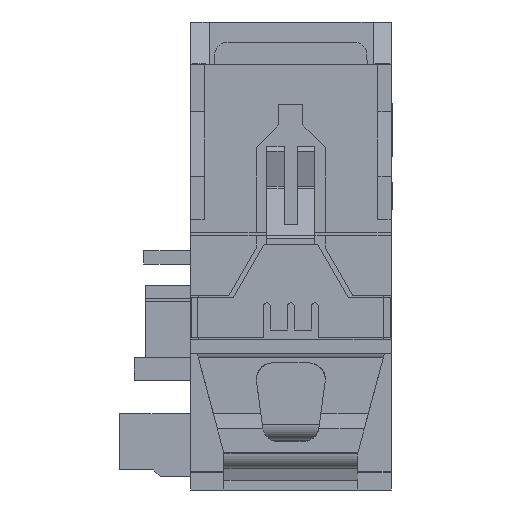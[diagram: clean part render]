
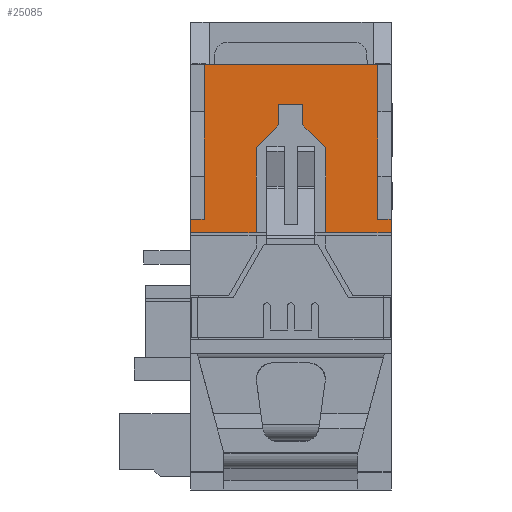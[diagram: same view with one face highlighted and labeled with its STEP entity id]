
A CAD part, front view. The second image highlights one B-rep face of the part: STEP entity #25085.
In plain terms, the highlighted planar face has unit normal (0, -1, 0).
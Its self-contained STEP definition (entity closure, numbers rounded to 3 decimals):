
#22054=PLANE('',#87032);
#25085=ADVANCED_FACE('',(#28636),#22054,.T.);
#28636=FACE_OUTER_BOUND('',#32089,.T.);
#32089=EDGE_LOOP('',(#55421,#55422,#55423,#55424,#55425,#55426,#55427,#55428,
#55429,#55430,#55431,#55432,#55433,#55434,#55435,#55436));
#36356=LINE('',#118856,#43932);
#36992=LINE('',#120286,#44568);
#37268=LINE('',#122095,#44844);
#37269=LINE('',#122097,#44845);
#37270=LINE('',#122100,#44846);
#37271=LINE('',#122102,#44847);
#37272=LINE('',#122104,#44848);
#37273=LINE('',#122106,#44849);
#37274=LINE('',#122108,#44850);
#37275=LINE('',#122110,#44851);
#37276=LINE('',#122112,#44852);
#37277=LINE('',#122113,#44853);
#37278=LINE('',#122115,#44854);
#37279=LINE('',#122116,#44855);
#37280=LINE('',#122118,#44856);
#37281=LINE('',#122120,#44857);
#43932=VECTOR('',#93141,1.);
#44568=VECTOR('',#93961,1.);
#44844=VECTOR('',#94321,1.);
#44845=VECTOR('',#94324,1.);
#44846=VECTOR('',#94325,1.);
#44847=VECTOR('',#94326,1.);
#44848=VECTOR('',#94327,1.);
#44849=VECTOR('',#94328,1.);
#44850=VECTOR('',#94329,1.);
#44851=VECTOR('',#94330,1.);
#44852=VECTOR('',#94331,1.);
#44853=VECTOR('',#94332,1.);
#44854=VECTOR('',#94333,1.);
#44855=VECTOR('',#94334,1.);
#44856=VECTOR('',#94335,1.);
#44857=VECTOR('',#94336,1.);
#55421=ORIENTED_EDGE('',*,*,#76153,.F.);
#55422=ORIENTED_EDGE('',*,*,#76154,.F.);
#55423=ORIENTED_EDGE('',*,*,#76155,.F.);
#55424=ORIENTED_EDGE('',*,*,#76156,.F.);
#55425=ORIENTED_EDGE('',*,*,#76157,.F.);
#55426=ORIENTED_EDGE('',*,*,#76158,.F.);
#55427=ORIENTED_EDGE('',*,*,#76159,.F.);
#55428=ORIENTED_EDGE('',*,*,#76160,.T.);
#55429=ORIENTED_EDGE('',*,*,#75142,.F.);
#55430=ORIENTED_EDGE('',*,*,#76161,.F.);
#55431=ORIENTED_EDGE('',*,*,#76162,.T.);
#55432=ORIENTED_EDGE('',*,*,#75806,.F.);
#55433=ORIENTED_EDGE('',*,*,#76152,.F.);
#55434=ORIENTED_EDGE('',*,*,#76163,.T.);
#55435=ORIENTED_EDGE('',*,*,#76164,.T.);
#55436=ORIENTED_EDGE('',*,*,#76165,.T.);
#68567=VERTEX_POINT('',#118855);
#68568=VERTEX_POINT('',#118857);
#69187=VERTEX_POINT('',#120285);
#69188=VERTEX_POINT('',#120287);
#69530=VERTEX_POINT('',#122094);
#69531=VERTEX_POINT('',#122098);
#69532=VERTEX_POINT('',#122099);
#69533=VERTEX_POINT('',#122101);
#69534=VERTEX_POINT('',#122103);
#69535=VERTEX_POINT('',#122105);
#69536=VERTEX_POINT('',#122107);
#69537=VERTEX_POINT('',#122109);
#69538=VERTEX_POINT('',#122111);
#69539=VERTEX_POINT('',#122114);
#69540=VERTEX_POINT('',#122117);
#69541=VERTEX_POINT('',#122119);
#75142=EDGE_CURVE('',#68567,#68568,#36356,.T.);
#75806=EDGE_CURVE('',#69187,#69188,#36992,.T.);
#76152=EDGE_CURVE('',#69530,#69187,#37268,.T.);
#76153=EDGE_CURVE('',#69531,#69532,#37269,.T.);
#76154=EDGE_CURVE('',#69533,#69531,#37270,.T.);
#76155=EDGE_CURVE('',#69534,#69533,#37271,.T.);
#76156=EDGE_CURVE('',#69535,#69534,#37272,.T.);
#76157=EDGE_CURVE('',#69536,#69535,#37273,.T.);
#76158=EDGE_CURVE('',#69537,#69536,#37274,.T.);
#76159=EDGE_CURVE('',#69538,#69537,#37275,.T.);
#76160=EDGE_CURVE('',#69538,#68568,#37276,.T.);
#76161=EDGE_CURVE('',#69539,#68567,#37277,.T.);
#76162=EDGE_CURVE('',#69539,#69188,#37278,.T.);
#76163=EDGE_CURVE('',#69530,#69540,#37279,.T.);
#76164=EDGE_CURVE('',#69540,#69541,#37280,.T.);
#76165=EDGE_CURVE('',#69541,#69532,#37281,.T.);
#87032=AXIS2_PLACEMENT_3D('',#122121,#94337,#94338);
#93141=DIRECTION('',(0.,0.,-1.));
#93961=DIRECTION('',(1.,0.,0.));
#94321=DIRECTION('',(0.,0.,1.));
#94324=DIRECTION('',(0.,0.,-1.));
#94325=DIRECTION('',(-0.707,0.,-0.707));
#94326=DIRECTION('',(0.,0.,-1.));
#94327=DIRECTION('',(-1.,0.,0.));
#94328=DIRECTION('',(0.,0.,1.));
#94329=DIRECTION('',(-0.707,0.,0.707));
#94330=DIRECTION('',(0.,0.,1.));
#94331=DIRECTION('',(1.,0.,0.));
#94332=DIRECTION('',(1.,0.,0.));
#94333=DIRECTION('',(0.,0.,1.));
#94334=DIRECTION('',(-1.,0.,0.));
#94335=DIRECTION('',(0.,0.,-1.));
#94336=DIRECTION('',(1.,0.,0.));
#94337=DIRECTION('',(0.,-1.,0.));
#94338=DIRECTION('',(1.,0.,0.));
#118855=CARTESIAN_POINT('',(-6.9,-98.,13.25));
#118856=CARTESIAN_POINT('',(-6.9,-98.,24.8));
#118857=CARTESIAN_POINT('',(-6.9,-98.,12.25));
#120285=CARTESIAN_POINT('',(-20.883,-98.,24.8));
#120286=CARTESIAN_POINT('',(-21.9,-98.,24.8));
#120287=CARTESIAN_POINT('',(-7.917,-98.,24.8));
#122094=CARTESIAN_POINT('',(-20.883,-98.,13.25));
#122095=CARTESIAN_POINT('',(-20.883,-98.,13.25));
#122097=CARTESIAN_POINT('',(-17.,-98.,18.6));
#122098=CARTESIAN_POINT('',(-17.,-98.,18.6));
#122099=CARTESIAN_POINT('',(-17.,-98.,12.25));
#122100=CARTESIAN_POINT('',(-15.3,-98.,20.3));
#122101=CARTESIAN_POINT('',(-15.3,-98.,20.3));
#122102=CARTESIAN_POINT('',(-15.3,-98.,21.8));
#122103=CARTESIAN_POINT('',(-15.3,-98.,21.8));
#122104=CARTESIAN_POINT('',(-13.5,-98.,21.8));
#122105=CARTESIAN_POINT('',(-13.5,-98.,21.8));
#122106=CARTESIAN_POINT('',(-13.5,-98.,20.3));
#122107=CARTESIAN_POINT('',(-13.5,-98.,20.3));
#122108=CARTESIAN_POINT('',(-11.8,-98.,18.6));
#122109=CARTESIAN_POINT('',(-11.8,-98.,18.6));
#122110=CARTESIAN_POINT('',(-11.8,-98.,12.05));
#122111=CARTESIAN_POINT('',(-11.8,-98.,12.25));
#122112=CARTESIAN_POINT('',(-21.9,-98.,12.25));
#122113=CARTESIAN_POINT('',(-7.917,-98.,13.25));
#122114=CARTESIAN_POINT('',(-7.917,-98.,13.25));
#122115=CARTESIAN_POINT('',(-7.917,-98.,13.25));
#122116=CARTESIAN_POINT('',(-20.883,-98.,13.25));
#122117=CARTESIAN_POINT('',(-21.9,-98.,13.25));
#122118=CARTESIAN_POINT('',(-21.9,-98.,24.8));
#122119=CARTESIAN_POINT('',(-21.9,-98.,12.25));
#122120=CARTESIAN_POINT('',(-21.9,-98.,12.25));
#122121=CARTESIAN_POINT('',(-21.9,-98.,24.8));
